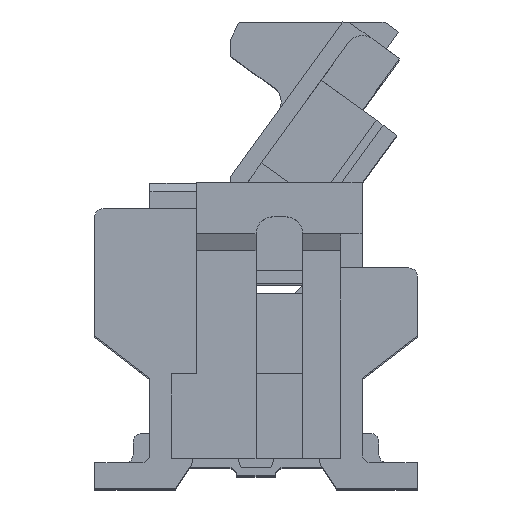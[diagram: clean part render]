
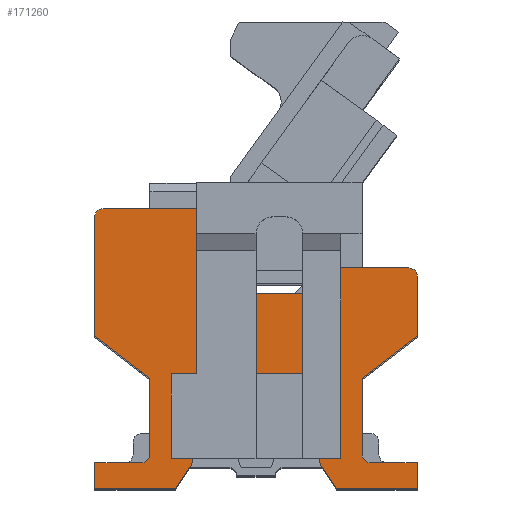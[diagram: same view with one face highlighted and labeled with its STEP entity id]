
A CAD part, top view. The second image highlights one B-rep face of the part: STEP entity #171260.
In plain terms, the highlighted planar face has unit normal (0, 0, 1).
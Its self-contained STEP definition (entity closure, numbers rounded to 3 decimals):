
#25810=CARTESIAN_POINT('',(-2.25,0.65,3.99));
#25820=VERTEX_POINT('',#25810);
#25850=CARTESIAN_POINT('',(-2.25,-0.3,3.99));
#25860=DIRECTION('',(0.,1.,0.));
#25870=VECTOR('',#25860,1.);
#25880=LINE('',#25850,#25870);
#25890=CARTESIAN_POINT('',(-2.25,-0.25,3.99));
#25900=VERTEX_POINT('',#25890);
#25910=EDGE_CURVE('',#25900,#25820,#25880,.T.);
#105110=CARTESIAN_POINT('',(0.25,-0.25,3.99));
#105120=VERTEX_POINT('',#105110);
#105150=CARTESIAN_POINT('',(0.25,-0.3,3.99));
#105160=DIRECTION('',(0.,1.,0.));
#105170=VECTOR('',#105160,1.);
#105180=LINE('',#105150,#105170);
#105190=CARTESIAN_POINT('',(0.25,0.65,3.99));
#105200=VERTEX_POINT('',#105190);
#105210=EDGE_CURVE('',#105120,#105200,#105180,.T.);
#123710=CARTESIAN_POINT('',(-0.25,-0.3,3.99));
#123720=VERTEX_POINT('',#123710);
#123750=CARTESIAN_POINT('',(-0.25,-0.3,3.99));
#123760=DIRECTION('',(0.,1.,0.));
#123770=VECTOR('',#123760,1.);
#123780=LINE('',#123750,#123770);
#123790=CARTESIAN_POINT('',(-0.25,-0.35,3.99));
#123800=VERTEX_POINT('',#123790);
#123810=EDGE_CURVE('',#123800,#123720,#123780,.T.);
#126530=CARTESIAN_POINT('',(-0.3,1.65,3.99));
#126540=VERTEX_POINT('',#126530);
#126570=CARTESIAN_POINT('',(-0.3,1.65,3.99));
#126580=DIRECTION('',(-1.,0.,0.));
#126590=VECTOR('',#126580,1.);
#126600=LINE('',#126570,#126590);
#126610=CARTESIAN_POINT('',(-1.35,1.65,3.99));
#126620=VERTEX_POINT('',#126610);
#126630=EDGE_CURVE('',#126540,#126620,#126600,.T.);
#129190=CARTESIAN_POINT('',(-2.,0.7,3.99));
#129200=VERTEX_POINT('',#129190);
#129230=CARTESIAN_POINT('',(-1.634,0.7,3.99));
#129240=DIRECTION('',(1.,0.,0.));
#129250=VECTOR('',#129240,1.);
#129260=LINE('',#129230,#129250);
#129270=CARTESIAN_POINT('',(0.,0.7,3.99));
#129280=VERTEX_POINT('',#129270);
#129290=EDGE_CURVE('',#129200,#129280,#129260,.T.);
#135280=CARTESIAN_POINT('',(0.,0.354,3.99));
#135290=DIRECTION('',(0.,-1.,0.));
#135300=VECTOR('',#135290,1.);
#135310=LINE('',#135280,#135300);
#135320=CARTESIAN_POINT('',(0.,-0.3,3.99));
#135330=VERTEX_POINT('',#135320);
#135340=EDGE_CURVE('',#129280,#135330,#135310,.T.);
#140040=CARTESIAN_POINT('',(-1.35,1.75,3.99));
#140050=DIRECTION('',(0.,0.,-1.));
#140060=DIRECTION('',(-1.,0.,0.));
#140070=AXIS2_PLACEMENT_3D('',#140040,#140050,#140060);
#140080=CIRCLE('',#140070,0.1);
#140090=CARTESIAN_POINT('',(-1.45,1.75,3.99));
#140100=VERTEX_POINT('',#140090);
#140110=EDGE_CURVE('',#126620,#140100,#140080,.T.);
#142660=CARTESIAN_POINT('',(-2.,-0.3,3.99));
#142670=VERTEX_POINT('',#142660);
#142700=CARTESIAN_POINT('',(-2.,0.354,3.99));
#142710=DIRECTION('',(0.,1.,0.));
#142720=VECTOR('',#142710,1.);
#142730=LINE('',#142700,#142720);
#142740=EDGE_CURVE('',#142670,#129200,#142730,.T.);
#145990=CARTESIAN_POINT('',(-2.8,2.55,3.99));
#146000=DIRECTION('',(0.,0.,-1.));
#146010=DIRECTION('',(-1.,0.,0.));
#146020=AXIS2_PLACEMENT_3D('',#145990,#146000,#146010);
#146030=CIRCLE('',#146020,0.1);
#146040=CARTESIAN_POINT('',(-2.9,2.55,3.99));
#146050=VERTEX_POINT('',#146040);
#146060=CARTESIAN_POINT('',(-2.8,2.65,3.99));
#146070=VERTEX_POINT('',#146060);
#146080=EDGE_CURVE('',#146050,#146070,#146030,.T.);
#162040=CARTESIAN_POINT('',(-1.75,-0.3,3.99));
#162050=VERTEX_POINT('',#162040);
#162080=CARTESIAN_POINT('',(-1.634,-0.3,3.99));
#162090=DIRECTION('',(1.,0.,0.));
#162100=VECTOR('',#162090,1.);
#162110=LINE('',#162080,#162100);
#162120=EDGE_CURVE('',#142670,#162050,#162110,.T.);
#162210=EDGE_CURVE('',#123720,#135330,#162110,.T.);
#164450=CARTESIAN_POINT('',(-2.25,0.65,3.99));
#164460=DIRECTION('',(-0.793,0.61,0.));
#164470=VECTOR('',#164460,1.);
#164480=LINE('',#164450,#164470);
#164490=CARTESIAN_POINT('',(-2.9,1.15,3.99));
#164500=VERTEX_POINT('',#164490);
#164510=EDGE_CURVE('',#25820,#164500,#164480,.T.);
#164880=CARTESIAN_POINT('',(-1.75,-0.35,3.99));
#164890=VERTEX_POINT('',#164880);
#164920=CARTESIAN_POINT('',(-1.75,-0.3,3.99));
#164930=DIRECTION('',(0.,1.,0.));
#164940=VECTOR('',#164930,1.);
#164950=LINE('',#164920,#164940);
#164960=EDGE_CURVE('',#164890,#162050,#164950,.T.);
#165110=CARTESIAN_POINT('',(-2.9,-0.65,3.99));
#165120=VERTEX_POINT('',#165110);
#165170=CARTESIAN_POINT('',(-0.3,-0.65,3.99));
#165180=DIRECTION('',(-1.,0.,0.));
#165190=VECTOR('',#165180,1.);
#165200=LINE('',#165170,#165190);
#165210=CARTESIAN_POINT('',(-1.95,-0.65,3.99));
#165220=VERTEX_POINT('',#165210);
#165230=EDGE_CURVE('',#165220,#165120,#165200,.T.);
#165690=CARTESIAN_POINT('',(-0.3,1.95,3.99));
#165700=DIRECTION('',(-1.,0.,0.));
#165710=VECTOR('',#165700,1.);
#165720=LINE('',#165690,#165710);
#165730=CARTESIAN_POINT('',(0.8,1.95,3.99));
#165740=VERTEX_POINT('',#165730);
#165750=CARTESIAN_POINT('',(-0.1,1.95,3.99));
#165760=VERTEX_POINT('',#165750);
#165770=EDGE_CURVE('',#165740,#165760,#165720,.T.);
#166200=CARTESIAN_POINT('',(-1.45,2.65,3.99));
#166210=VERTEX_POINT('',#166200);
#166240=CARTESIAN_POINT('',(-0.3,2.65,3.99));
#166250=DIRECTION('',(-1.,0.,0.));
#166260=VECTOR('',#166250,1.);
#166270=LINE('',#166240,#166260);
#166280=EDGE_CURVE('',#166210,#146070,#166270,.T.);
#167040=CARTESIAN_POINT('',(-2.35,-0.35,3.99));
#167050=VERTEX_POINT('',#167040);
#167080=CARTESIAN_POINT('',(-0.3,-0.35,3.99));
#167090=DIRECTION('',(-1.,0.,0.));
#167100=VECTOR('',#167090,1.);
#167110=LINE('',#167080,#167100);
#167120=CARTESIAN_POINT('',(-2.9,-0.35,3.99));
#167130=VERTEX_POINT('',#167120);
#167140=EDGE_CURVE('',#167050,#167130,#167110,.T.);
#167400=CARTESIAN_POINT('',(-0.1,1.85,3.99));
#167410=DIRECTION('',(0.,0.,-1.));
#167420=DIRECTION('',(-1.,0.,0.));
#167430=AXIS2_PLACEMENT_3D('',#167400,#167410,#167420);
#167440=CIRCLE('',#167430,0.1);
#167450=CARTESIAN_POINT('',(-0.2,1.85,3.99));
#167460=VERTEX_POINT('',#167450);
#167470=EDGE_CURVE('',#167460,#165760,#167440,.T.);
#168160=CARTESIAN_POINT('',(-2.9,-0.3,3.99));
#168170=DIRECTION('',(0.,1.,0.));
#168180=VECTOR('',#168170,1.);
#168190=LINE('',#168160,#168180);
#168200=EDGE_CURVE('',#165120,#167130,#168190,.T.);
#168420=CARTESIAN_POINT('',(0.9,-0.35,3.99));
#168430=VERTEX_POINT('',#168420);
#168460=CARTESIAN_POINT('',(-1.7,-0.35,3.99));
#168470=DIRECTION('',(1.,0.,0.));
#168480=VECTOR('',#168470,1.);
#168490=LINE('',#168460,#168480);
#168500=CARTESIAN_POINT('',(0.35,-0.35,3.99));
#168510=VERTEX_POINT('',#168500);
#168520=EDGE_CURVE('',#168510,#168430,#168490,.T.);
#168680=CARTESIAN_POINT('',(0.9,-0.3,3.99));
#168690=DIRECTION('',(0.,1.,0.));
#168700=VECTOR('',#168690,1.);
#168710=LINE('',#168680,#168700);
#168720=CARTESIAN_POINT('',(0.9,1.15,3.99));
#168730=VERTEX_POINT('',#168720);
#168740=CARTESIAN_POINT('',(0.9,1.85,3.99));
#168750=VERTEX_POINT('',#168740);
#168760=EDGE_CURVE('',#168730,#168750,#168710,.T.);
#169230=CARTESIAN_POINT('',(0.8,1.85,3.99));
#169240=DIRECTION('',(0.,0.,-1.));
#169250=DIRECTION('',(-1.,0.,0.));
#169260=AXIS2_PLACEMENT_3D('',#169230,#169240,#169250);
#169270=CIRCLE('',#169260,0.1);
#169280=EDGE_CURVE('',#165740,#168750,#169270,.T.);
#169390=CARTESIAN_POINT('',(0.25,0.65,3.99));
#169400=DIRECTION('',(0.793,0.61,0.));
#169410=VECTOR('',#169400,1.);
#169420=LINE('',#169390,#169410);
#169430=EDGE_CURVE('',#105200,#168730,#169420,.T.);
#169570=CARTESIAN_POINT('',(-0.05,-0.65,3.99));
#169580=DIRECTION('',(-0.555,0.832,0.));
#169590=VECTOR('',#169580,1.);
#169600=LINE('',#169570,#169590);
#169610=CARTESIAN_POINT('',(-0.05,-0.65,3.99));
#169620=VERTEX_POINT('',#169610);
#169630=EDGE_CURVE('',#169620,#123800,#169600,.T.);
#169820=CARTESIAN_POINT('',(-1.45,-0.3,3.99));
#169830=DIRECTION('',(0.,1.,0.));
#169840=VECTOR('',#169830,1.);
#169850=LINE('',#169820,#169840);
#169860=EDGE_CURVE('',#140100,#166210,#169850,.T.);
#169990=CARTESIAN_POINT('',(-0.2,-0.3,3.99));
#170000=DIRECTION('',(0.,1.,0.));
#170010=VECTOR('',#170000,1.);
#170020=LINE('',#169990,#170010);
#170030=CARTESIAN_POINT('',(-0.2,1.75,3.99));
#170040=VERTEX_POINT('',#170030);
#170050=EDGE_CURVE('',#170040,#167460,#170020,.T.);
#170210=CARTESIAN_POINT('',(-0.3,1.75,3.99));
#170220=DIRECTION('',(0.,0.,-1.));
#170230=DIRECTION('',(-1.,0.,0.));
#170240=AXIS2_PLACEMENT_3D('',#170210,#170220,#170230);
#170250=CIRCLE('',#170240,0.1);
#170260=EDGE_CURVE('',#170040,#126540,#170250,.T.);
#170470=CARTESIAN_POINT('',(-2.35,-0.25,3.99));
#170480=DIRECTION('',(0.,0.,-1.));
#170490=DIRECTION('',(-1.,0.,0.));
#170500=AXIS2_PLACEMENT_3D('',#170470,#170480,#170490);
#170510=CIRCLE('',#170500,0.1);
#170520=EDGE_CURVE('',#25900,#167050,#170510,.T.);
#170580=CARTESIAN_POINT('',(0.151,1.185,3.99));
#170590=DIRECTION('',(0.,0.,1.));
#170600=DIRECTION('',(1.,0.,0.));
#170610=AXIS2_PLACEMENT_3D('',#170580,#170590,#170600);
#170620=PLANE('',#170610);
#170630=CARTESIAN_POINT('',(-2.9,-0.3,3.99));
#170640=DIRECTION('',(0.,1.,0.));
#170650=VECTOR('',#170640,1.);
#170660=LINE('',#170630,#170650);
#170670=EDGE_CURVE('',#164500,#146050,#170660,.T.);
#170680=ORIENTED_EDGE('',*,*,#170670,.F.);
#170690=ORIENTED_EDGE('',*,*,#146080,.F.);
#170700=ORIENTED_EDGE('',*,*,#166280,.T.);
#170710=ORIENTED_EDGE('',*,*,#169860,.T.);
#170720=ORIENTED_EDGE('',*,*,#140110,.T.);
#170730=ORIENTED_EDGE('',*,*,#126630,.T.);
#170740=ORIENTED_EDGE('',*,*,#170260,.T.);
#170750=ORIENTED_EDGE('',*,*,#170050,.F.);
#170760=ORIENTED_EDGE('',*,*,#167470,.F.);
#170770=ORIENTED_EDGE('',*,*,#165770,.T.);
#170780=ORIENTED_EDGE('',*,*,#169280,.F.);
#170790=ORIENTED_EDGE('',*,*,#168760,.T.);
#170800=ORIENTED_EDGE('',*,*,#169430,.T.);
#170810=ORIENTED_EDGE('',*,*,#105210,.T.);
#170820=CARTESIAN_POINT('',(0.35,-0.25,3.99));
#170830=DIRECTION('',(0.,0.,1.));
#170840=DIRECTION('',(1.,0.,0.));
#170850=AXIS2_PLACEMENT_3D('',#170820,#170830,#170840);
#170860=CIRCLE('',#170850,0.1);
#170870=EDGE_CURVE('',#105120,#168510,#170860,.T.);
#170880=ORIENTED_EDGE('',*,*,#170870,.F.);
#170890=ORIENTED_EDGE('',*,*,#168520,.F.);
#170900=CARTESIAN_POINT('',(0.9,-0.3,3.99));
#170910=DIRECTION('',(0.,1.,0.));
#170920=VECTOR('',#170910,1.);
#170930=LINE('',#170900,#170920);
#170940=CARTESIAN_POINT('',(0.9,-0.65,3.99));
#170950=VERTEX_POINT('',#170940);
#170960=EDGE_CURVE('',#170950,#168430,#170930,.T.);
#170970=ORIENTED_EDGE('',*,*,#170960,.T.);
#170980=CARTESIAN_POINT('',(-1.7,-0.65,3.99));
#170990=DIRECTION('',(1.,0.,0.));
#171000=VECTOR('',#170990,1.);
#171010=LINE('',#170980,#171000);
#171020=EDGE_CURVE('',#169620,#170950,#171010,.T.);
#171030=ORIENTED_EDGE('',*,*,#171020,.T.);
#171040=ORIENTED_EDGE('',*,*,#169630,.F.);
#171050=ORIENTED_EDGE('',*,*,#123810,.F.);
#171060=ORIENTED_EDGE('',*,*,#162210,.F.);
#171070=ORIENTED_EDGE('',*,*,#135340,.T.);
#171080=ORIENTED_EDGE('',*,*,#129290,.T.);
#171090=ORIENTED_EDGE('',*,*,#142740,.T.);
#171100=ORIENTED_EDGE('',*,*,#162120,.F.);
#171110=ORIENTED_EDGE('',*,*,#164960,.T.);
#171120=CARTESIAN_POINT('',(-1.95,-0.65,3.99));
#171130=DIRECTION('',(0.555,0.832,0.));
#171140=VECTOR('',#171130,1.);
#171150=LINE('',#171120,#171140);
#171160=EDGE_CURVE('',#165220,#164890,#171150,.T.);
#171170=ORIENTED_EDGE('',*,*,#171160,.T.);
#171180=ORIENTED_EDGE('',*,*,#165230,.F.);
#171190=ORIENTED_EDGE('',*,*,#168200,.F.);
#171200=ORIENTED_EDGE('',*,*,#167140,.T.);
#171210=ORIENTED_EDGE('',*,*,#170520,.T.);
#171220=ORIENTED_EDGE('',*,*,#25910,.F.);
#171230=ORIENTED_EDGE('',*,*,#164510,.F.);
#171240=EDGE_LOOP('',(#171230,#171220,#171210,#171200,#171190,#171180,
#171170,#171110,#171100,#171090,#171080,#171070,#171060,#171050,#171040,
#171030,#170970,#170890,#170880,#170810,#170800,#170790,#170780,#170770,
#170760,#170750,#170740,#170730,#170720,#170710,#170700,#170690,#170680)
);
#171250=FACE_OUTER_BOUND('',#171240,.T.);
#171260=ADVANCED_FACE('',(#171250),#170620,.T.);
